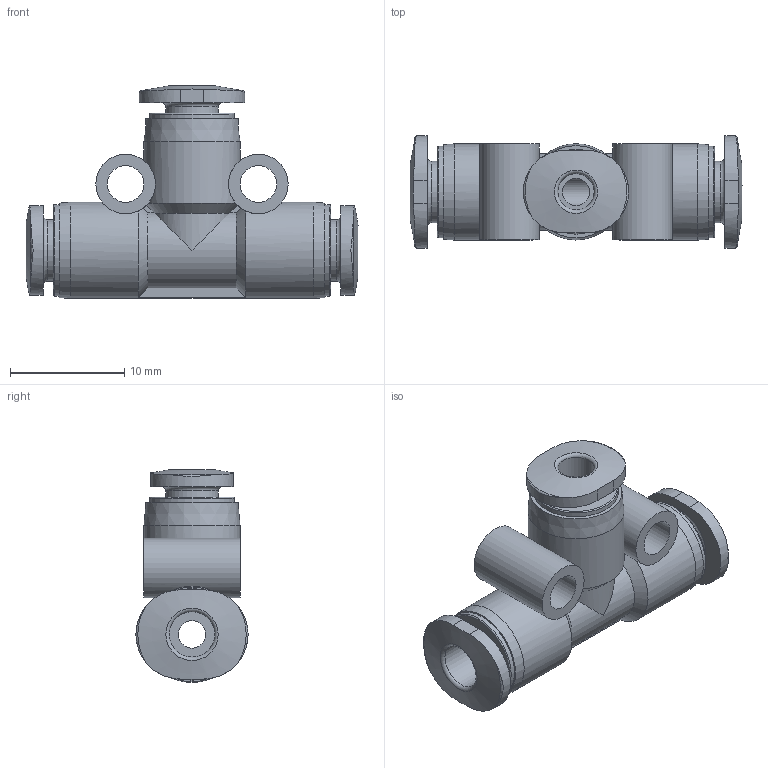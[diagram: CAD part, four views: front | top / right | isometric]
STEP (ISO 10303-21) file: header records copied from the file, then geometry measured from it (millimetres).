
FILE_DESCRIPTION(/* description */ ('STEP AP214'),/* implementation_level */ '2;1');
FILE_NAME(/* name */ '572292_QBMT-5_32T-1_8-U',/* time_stamp */ '2024-09-14T03:40:26+02:00',/* author */ ('License CC BY-ND 4.0'),/* organization */ ('CADENAS'),/* preprocessor_version */ 'ST-DEVELOPER v19.3',/* originating_system */ 'PARTsolutions',/* authorisation */ ' ');
FILE_SCHEMA (('AUTOMOTIVE_DESIGN {1 0 10303 214 3 1 1}'));
Length unit declared in the file: millimetre
Products named in the file (1): 572292 QBMT-5/32T-1/8-U
Bounding box: 29 x 9.8 x 18.6 mm (x, y, z)
Volume: 1720.6 mm3; surface area: 2141 mm2
Topology: 1 solids, 1 shells, 82 faces, 198 edges, 130 vertices
Faces by surface type: plane 28, cylinder 27, torus 15, cone 12
Full cylindrical faces by diameter (mm): 2.4 x2, 3.175 x1, 3.2 x2, 3.969 x2, 4.575 x1, 5.2 x2, 5.369 x2, 7.4 x1, 8 x2, 8.4 x2
Entity records: 2925 total; most frequent: CARTESIAN_POINT 581, DIRECTION 348, ORIENTED_EDGE 324, EDGE_CURVE 162, AXIS2_PLACEMENT_3D 161, EDGE_LOOP 134, FACE_BOUND 134, VERTEX_POINT 126
